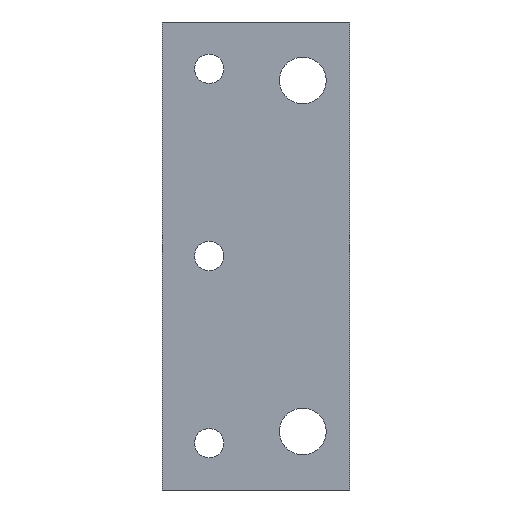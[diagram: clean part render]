
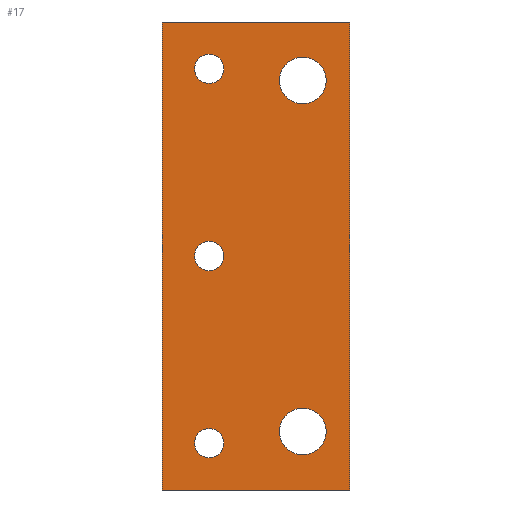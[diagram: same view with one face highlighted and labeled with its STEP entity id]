
A CAD part, left-side view. The second image highlights one B-rep face of the part: STEP entity #17.
In plain terms, the highlighted planar face has unit normal (-1, 0, 0).
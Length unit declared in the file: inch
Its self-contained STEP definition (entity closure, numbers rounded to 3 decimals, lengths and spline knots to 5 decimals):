
#4 = DIRECTION ( 'NONE',  ( 1., 0., 0. ) ) ;
#6 = CIRCLE ( 'NONE', #639, 0.15625 ) ;
#13 = CARTESIAN_POINT ( 'NONE',  ( 0., 1.5, 0.65625 ) ) ;
#17 = ADVANCED_FACE ( 'NONE', ( #497, #81, #931, #418, #414, #597 ), #252, .F. ) ;
#21 = DIRECTION ( 'NONE',  ( 0., 0., -1. ) ) ;
#34 = ORIENTED_EDGE ( 'NONE', *, *, #269, .T. ) ;
#41 = VERTEX_POINT ( 'NONE', #1106 ) ;
#52 = CIRCLE ( 'NONE', #625, 0.15625 ) ;
#55 = DIRECTION ( 'NONE',  ( 0., 0., -1. ) ) ;
#61 = CARTESIAN_POINT ( 'NONE',  ( 0., 0., 5. ) ) ;
#68 = VERTEX_POINT ( 'NONE', #846 ) ;
#81 = FACE_BOUND ( 'NONE', #858, .T. ) ;
#85 = DIRECTION ( 'NONE',  ( 1., 0., 0. ) ) ;
#94 = DIRECTION ( 'NONE',  ( 1., 0., 0. ) ) ;
#96 = DIRECTION ( 'NONE',  ( 1., 0., 0. ) ) ;
#101 = CARTESIAN_POINT ( 'NONE',  ( 0., 0.5, 4.375 ) ) ;
#109 = CARTESIAN_POINT ( 'NONE',  ( 0., 1.5, 2.5 ) ) ;
#115 = EDGE_CURVE ( 'NONE', #129, #902, #333, .T. ) ;
#124 = VERTEX_POINT ( 'NONE', #1024 ) ;
#129 = VERTEX_POINT ( 'NONE', #508 ) ;
#133 = ORIENTED_EDGE ( 'NONE', *, *, #435, .T. ) ;
#169 = CARTESIAN_POINT ( 'NONE',  ( 0., 1.5, 0.5 ) ) ;
#172 = DIRECTION ( 'NONE',  ( 1., 0., 0. ) ) ;
#207 = EDGE_CURVE ( 'NONE', #68, #902, #694, .T. ) ;
#225 = VERTEX_POINT ( 'NONE', #283 ) ;
#230 = ORIENTED_EDGE ( 'NONE', *, *, #642, .T. ) ;
#231 = CARTESIAN_POINT ( 'NONE',  ( 0., 0., 0. ) ) ;
#233 = EDGE_CURVE ( 'NONE', #730, #319, #299, .T. ) ;
#235 = CARTESIAN_POINT ( 'NONE',  ( 0., 0., 0. ) ) ;
#239 = AXIS2_PLACEMENT_3D ( 'NONE', #169, #96, #514 ) ;
#252 = PLANE ( 'NONE',  #910 ) ;
#258 = CIRCLE ( 'NONE', #239, 0.15625 ) ;
#260 = ORIENTED_EDGE ( 'NONE', *, *, #570, .T. ) ;
#261 = CARTESIAN_POINT ( 'NONE',  ( 0., 0.5, 4.375 ) ) ;
#266 = ORIENTED_EDGE ( 'NONE', *, *, #654, .T. ) ;
#269 = EDGE_CURVE ( 'NONE', #225, #755, #393, .T. ) ;
#271 = AXIS2_PLACEMENT_3D ( 'NONE', #849, #930, #1012 ) ;
#277 = LINE ( 'NONE', #1110, #885 ) ;
#283 = CARTESIAN_POINT ( 'NONE',  ( 0., 1.5, 4.65625 ) ) ;
#299 = CIRCLE ( 'NONE', #874, 0.25 ) ;
#301 = CARTESIAN_POINT ( 'NONE',  ( 0., 1.5, 0.5 ) ) ;
#309 = AXIS2_PLACEMENT_3D ( 'NONE', #422, #763, #834 ) ;
#317 = EDGE_CURVE ( 'NONE', #692, #512, #52, .T. ) ;
#319 = VERTEX_POINT ( 'NONE', #380 ) ;
#329 = DIRECTION ( 'NONE',  ( 0., 0., -1. ) ) ;
#330 = EDGE_LOOP ( 'NONE', ( #734, #923, #1073, #928 ) ) ;
#333 = LINE ( 'NONE', #235, #552 ) ;
#335 = ORIENTED_EDGE ( 'NONE', *, *, #1063, .T. ) ;
#367 = CARTESIAN_POINT ( 'NONE',  ( 0., 0.5, 0.875 ) ) ;
#375 = DIRECTION ( 'NONE',  ( 1., 0., 0. ) ) ;
#380 = CARTESIAN_POINT ( 'NONE',  ( 0., 0.5, 0.375 ) ) ;
#393 = CIRCLE ( 'NONE', #535, 0.15625 ) ;
#396 = CIRCLE ( 'NONE', #309, 0.15625 ) ;
#414 = FACE_BOUND ( 'NONE', #1021, .T. ) ;
#418 = FACE_BOUND ( 'NONE', #876, .T. ) ;
#422 = CARTESIAN_POINT ( 'NONE',  ( 0., 1.5, 4.5 ) ) ;
#424 = CIRCLE ( 'NONE', #820, 0.15625 ) ;
#434 = CARTESIAN_POINT ( 'NONE',  ( 0., 0., 5. ) ) ;
#435 = EDGE_CURVE ( 'NONE', #319, #730, #753, .T. ) ;
#457 = EDGE_CURVE ( 'NONE', #755, #225, #396, .T. ) ;
#474 = CARTESIAN_POINT ( 'NONE',  ( 0., 0.5, 4.125 ) ) ;
#497 = FACE_BOUND ( 'NONE', #713, .T. ) ;
#498 = CIRCLE ( 'NONE', #708, 0.25 ) ;
#508 = CARTESIAN_POINT ( 'NONE',  ( 0., 2., 0. ) ) ;
#512 = VERTEX_POINT ( 'NONE', #751 ) ;
#513 = DIRECTION ( 'NONE',  ( 0., 0., -1. ) ) ;
#514 = DIRECTION ( 'NONE',  ( 0., 0., -1. ) ) ;
#516 = DIRECTION ( 'NONE',  ( 1., 0., 0. ) ) ;
#532 = CARTESIAN_POINT ( 'NONE',  ( 0., 2., 5. ) ) ;
#535 = AXIS2_PLACEMENT_3D ( 'NONE', #855, #1044, #865 ) ;
#546 = CARTESIAN_POINT ( 'NONE',  ( 0., 1.5, 2.65625 ) ) ;
#552 = VECTOR ( 'NONE', #576, 39.37008 ) ;
#559 = ORIENTED_EDGE ( 'NONE', *, *, #233, .T. ) ;
#567 = AXIS2_PLACEMENT_3D ( 'NONE', #101, #94, #513 ) ;
#570 = EDGE_CURVE ( 'NONE', #512, #692, #258, .T. ) ;
#576 = DIRECTION ( 'NONE',  ( 0., -1., 0. ) ) ;
#596 = DIRECTION ( 'NONE',  ( 0., 0., -1. ) ) ;
#597 = FACE_OUTER_BOUND ( 'NONE', #330, .T. ) ;
#602 = DIRECTION ( 'NONE',  ( 0., 0., -1. ) ) ;
#610 = DIRECTION ( 'NONE',  ( 0., 0., -1. ) ) ;
#617 = EDGE_CURVE ( 'NONE', #994, #68, #277, .T. ) ;
#618 = DIRECTION ( 'NONE',  ( 0., 0., -1. ) ) ;
#625 = AXIS2_PLACEMENT_3D ( 'NONE', #301, #375, #55 ) ;
#639 = AXIS2_PLACEMENT_3D ( 'NONE', #109, #4, #596 ) ;
#642 = EDGE_CURVE ( 'NONE', #41, #738, #424, .T. ) ;
#654 = EDGE_CURVE ( 'NONE', #738, #41, #6, .T. ) ;
#692 = VERTEX_POINT ( 'NONE', #13 ) ;
#694 = LINE ( 'NONE', #434, #1103 ) ;
#703 = EDGE_CURVE ( 'NONE', #735, #124, #498, .T. ) ;
#708 = AXIS2_PLACEMENT_3D ( 'NONE', #261, #172, #602 ) ;
#713 = EDGE_LOOP ( 'NONE', ( #260, #984 ) ) ;
#730 = VERTEX_POINT ( 'NONE', #367 ) ;
#734 = ORIENTED_EDGE ( 'NONE', *, *, #115, .T. ) ;
#735 = VERTEX_POINT ( 'NONE', #474 ) ;
#738 = VERTEX_POINT ( 'NONE', #546 ) ;
#751 = CARTESIAN_POINT ( 'NONE',  ( 0., 1.5, 0.34375 ) ) ;
#753 = CIRCLE ( 'NONE', #271, 0.25 ) ;
#755 = VERTEX_POINT ( 'NONE', #986 ) ;
#763 = DIRECTION ( 'NONE',  ( 1., 0., 0. ) ) ;
#785 = CIRCLE ( 'NONE', #567, 0.25 ) ;
#820 = AXIS2_PLACEMENT_3D ( 'NONE', #965, #85, #859 ) ;
#821 = EDGE_LOOP ( 'NONE', ( #1039, #34 ) ) ;
#829 = DIRECTION ( 'NONE',  ( 1., 0., 0. ) ) ;
#832 = ORIENTED_EDGE ( 'NONE', *, *, #703, .T. ) ;
#834 = DIRECTION ( 'NONE',  ( 0., 0., -1. ) ) ;
#846 = CARTESIAN_POINT ( 'NONE',  ( 0., 0., 5. ) ) ;
#849 = CARTESIAN_POINT ( 'NONE',  ( 0., 0.5, 0.625 ) ) ;
#855 = CARTESIAN_POINT ( 'NONE',  ( 0., 1.5, 4.5 ) ) ;
#858 = EDGE_LOOP ( 'NONE', ( #230, #266 ) ) ;
#859 = DIRECTION ( 'NONE',  ( 0., 0., -1. ) ) ;
#865 = DIRECTION ( 'NONE',  ( 0., 0., -1. ) ) ;
#874 = AXIS2_PLACEMENT_3D ( 'NONE', #1036, #516, #21 ) ;
#876 = EDGE_LOOP ( 'NONE', ( #832, #335 ) ) ;
#877 = DIRECTION ( 'NONE',  ( 0., -1., 0. ) ) ;
#885 = VECTOR ( 'NONE', #877, 39.37008 ) ;
#902 = VERTEX_POINT ( 'NONE', #231 ) ;
#910 = AXIS2_PLACEMENT_3D ( 'NONE', #61, #829, #329 ) ;
#923 = ORIENTED_EDGE ( 'NONE', *, *, #207, .F. ) ;
#924 = CARTESIAN_POINT ( 'NONE',  ( 0., 2., 5. ) ) ;
#928 = ORIENTED_EDGE ( 'NONE', *, *, #1057, .T. ) ;
#930 = DIRECTION ( 'NONE',  ( 1., 0., 0. ) ) ;
#931 = FACE_BOUND ( 'NONE', #821, .T. ) ;
#945 = VECTOR ( 'NONE', #618, 39.37008 ) ;
#950 = LINE ( 'NONE', #532, #945 ) ;
#965 = CARTESIAN_POINT ( 'NONE',  ( 0., 1.5, 2.5 ) ) ;
#984 = ORIENTED_EDGE ( 'NONE', *, *, #317, .T. ) ;
#986 = CARTESIAN_POINT ( 'NONE',  ( 0., 1.5, 4.34375 ) ) ;
#994 = VERTEX_POINT ( 'NONE', #924 ) ;
#1012 = DIRECTION ( 'NONE',  ( 0., 0., -1. ) ) ;
#1021 = EDGE_LOOP ( 'NONE', ( #133, #559 ) ) ;
#1024 = CARTESIAN_POINT ( 'NONE',  ( 0., 0.5, 4.625 ) ) ;
#1036 = CARTESIAN_POINT ( 'NONE',  ( 0., 0.5, 0.625 ) ) ;
#1039 = ORIENTED_EDGE ( 'NONE', *, *, #457, .T. ) ;
#1044 = DIRECTION ( 'NONE',  ( 1., 0., 0. ) ) ;
#1057 = EDGE_CURVE ( 'NONE', #994, #129, #950, .T. ) ;
#1063 = EDGE_CURVE ( 'NONE', #124, #735, #785, .T. ) ;
#1073 = ORIENTED_EDGE ( 'NONE', *, *, #617, .F. ) ;
#1103 = VECTOR ( 'NONE', #610, 39.37008 ) ;
#1106 = CARTESIAN_POINT ( 'NONE',  ( 0., 1.5, 2.34375 ) ) ;
#1110 = CARTESIAN_POINT ( 'NONE',  ( 0., 0., 5. ) ) ;
